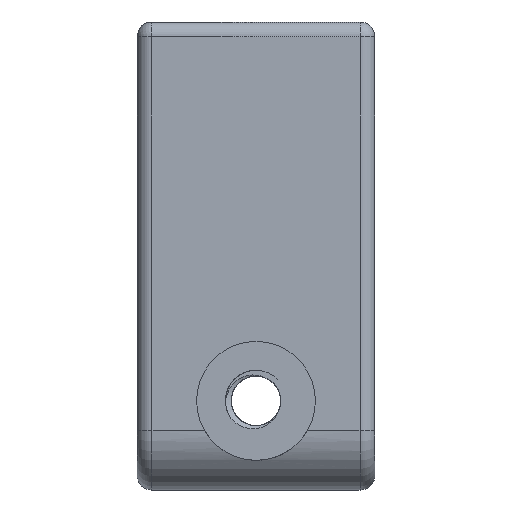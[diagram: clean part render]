
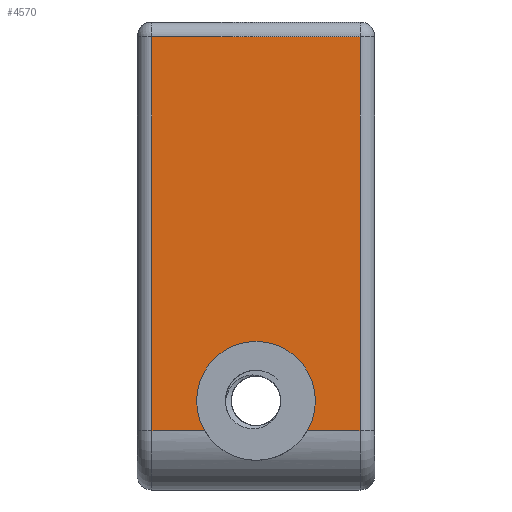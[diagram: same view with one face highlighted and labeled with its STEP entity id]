
A CAD part, left-side view. The second image highlights one B-rep face of the part: STEP entity #4570.
In plain terms, the highlighted planar face has unit normal (-1, 0, 0).
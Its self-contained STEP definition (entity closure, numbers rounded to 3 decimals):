
#53=PLANE('',#4888);
#267=FACE_OUTER_BOUND('',#523,.T.);
#523=EDGE_LOOP('',(#3529,#3530,#3531,#3532,#3533,#3534,#3535));
#643=CIRCLE('',#4889,4.);
#644=CIRCLE('',#4890,4.);
#1217=LINE('',#11831,#1463);
#1222=LINE('',#12182,#1468);
#1257=LINE('',#12468,#1503);
#1258=LINE('',#12489,#1504);
#1259=LINE('',#12492,#1505);
#1463=VECTOR('',#5519,10.);
#1468=VECTOR('',#5538,10.);
#1503=VECTOR('',#5693,10.);
#1504=VECTOR('',#5694,10.);
#1505=VECTOR('',#5699,10.);
#1909=VERTEX_POINT('',#11821);
#1912=VERTEX_POINT('',#11829);
#1917=VERTEX_POINT('',#12181);
#1964=VERTEX_POINT('',#12467);
#1965=VERTEX_POINT('',#12469);
#1966=VERTEX_POINT('',#12488);
#1967=VERTEX_POINT('',#12493);
#2525=EDGE_CURVE('',#1912,#1909,#1217,.T.);
#2537=EDGE_CURVE('',#1909,#1917,#1222,.T.);
#2613=EDGE_CURVE('',#1964,#1917,#1257,.T.);
#2615=EDGE_CURVE('',#1966,#1965,#1258,.T.);
#2617=EDGE_CURVE('',#1966,#1912,#1259,.T.);
#2618=EDGE_CURVE('',#1965,#1967,#643,.T.);
#2619=EDGE_CURVE('',#1967,#1964,#644,.T.);
#3529=ORIENTED_EDGE('',*,*,#2525,.F.);
#3530=ORIENTED_EDGE('',*,*,#2617,.F.);
#3531=ORIENTED_EDGE('',*,*,#2615,.T.);
#3532=ORIENTED_EDGE('',*,*,#2618,.T.);
#3533=ORIENTED_EDGE('',*,*,#2619,.T.);
#3534=ORIENTED_EDGE('',*,*,#2613,.T.);
#3535=ORIENTED_EDGE('',*,*,#2537,.F.);
#4570=ADVANCED_FACE('',(#267),#53,.T.);
#4888=AXIS2_PLACEMENT_3D('',#12491,#5697,#5698);
#4889=AXIS2_PLACEMENT_3D('',#12494,#5700,#5701);
#4890=AXIS2_PLACEMENT_3D('',#12495,#5702,#5703);
#5519=DIRECTION('',(0.,-1.,0.));
#5538=DIRECTION('',(0.,0.,-1.));
#5693=DIRECTION('',(0.,-1.,0.));
#5694=DIRECTION('',(0.,-1.,0.));
#5697=DIRECTION('center_axis',(-1.,0.,0.));
#5698=DIRECTION('ref_axis',(0.,1.,0.));
#5699=DIRECTION('',(0.,0.,1.));
#5700=DIRECTION('center_axis',(1.,0.,0.));
#5701=DIRECTION('ref_axis',(0.,-1.,0.));
#5702=DIRECTION('center_axis',(1.,0.,0.));
#5703=DIRECTION('ref_axis',(0.,-1.,0.));
#11821=CARTESIAN_POINT('',(-34.5,1.,-16.));
#11829=CARTESIAN_POINT('',(-34.5,15.,-16.));
#11831=CARTESIAN_POINT('',(-34.5,4.,-16.));
#12181=CARTESIAN_POINT('',(-34.5,1.,-42.5));
#12182=CARTESIAN_POINT('',(-34.5,1.,-15.));
#12467=CARTESIAN_POINT('',(-34.5,4.536,-42.5));
#12468=CARTESIAN_POINT('',(-34.5,16.,-42.5));
#12469=CARTESIAN_POINT('',(-34.5,11.464,-42.5));
#12488=CARTESIAN_POINT('',(-34.5,15.,-42.5));
#12489=CARTESIAN_POINT('',(-34.5,16.,-42.5));
#12491=CARTESIAN_POINT('Origin',(-34.5,0.,-15.));
#12492=CARTESIAN_POINT('',(-34.5,15.,-15.));
#12493=CARTESIAN_POINT('',(-34.5,12.,-40.5));
#12494=CARTESIAN_POINT('Origin',(-34.5,8.,-40.5));
#12495=CARTESIAN_POINT('Origin',(-34.5,8.,-40.5));
